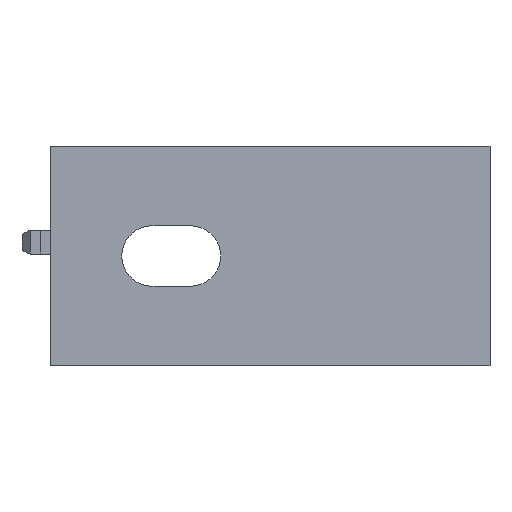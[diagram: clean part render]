
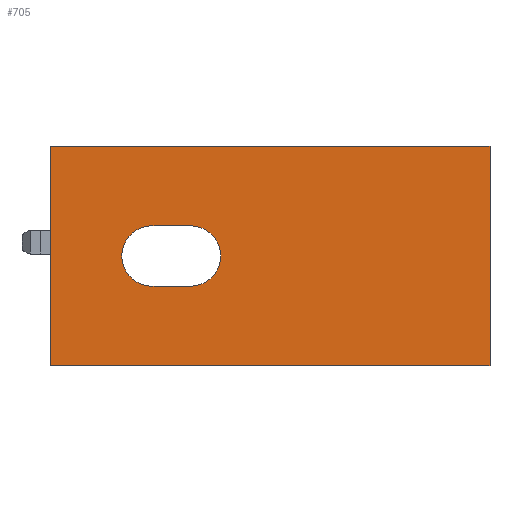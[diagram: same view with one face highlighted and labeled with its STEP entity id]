
A CAD part, left-side view. The second image highlights one B-rep face of the part: STEP entity #705.
In plain terms, the highlighted face is planar.
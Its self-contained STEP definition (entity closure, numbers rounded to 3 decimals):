
#26 = DIRECTION ( 'NONE',  ( 0., -1., 0. ) ) ;
#32 = VERTEX_POINT ( 'NONE', #2502 ) ;
#53 = ORIENTED_EDGE ( 'NONE', *, *, #1077, .T. ) ;
#86 = CARTESIAN_POINT ( 'NONE',  ( -5.5, 61.5, 0. ) ) ;
#111 = DIRECTION ( 'NONE',  ( 0., 0., 1. ) ) ;
#162 = CARTESIAN_POINT ( 'NONE',  ( -20., 80., 0. ) ) ;
#217 = LINE ( 'NONE', #851, #1459 ) ;
#285 = VERTEX_POINT ( 'NONE', #559 ) ;
#321 = EDGE_CURVE ( 'NONE', #2252, #32, #217, .T. ) ;
#324 = FACE_BOUND ( 'NONE', #1428, .T. ) ;
#354 = EDGE_CURVE ( 'NONE', #2490, #2252, #646, .T. ) ;
#380 = CARTESIAN_POINT ( 'NONE',  ( -20., 80., 0. ) ) ;
#481 = LINE ( 'NONE', #1154, #519 ) ;
#519 = VECTOR ( 'NONE', #1991, 1000. ) ;
#543 = CARTESIAN_POINT ( 'NONE',  ( -5.5, 54.5, 0. ) ) ;
#556 = FACE_OUTER_BOUND ( 'NONE', #2319, .T. ) ;
#559 = CARTESIAN_POINT ( 'NONE',  ( 5.5, 54.5, 0. ) ) ;
#644 = CARTESIAN_POINT ( 'NONE',  ( -20., 80., 0. ) ) ;
#646 = LINE ( 'NONE', #1904, #1906 ) ;
#685 = DIRECTION ( 'NONE',  ( 0., 1., 0. ) ) ;
#697 = AXIS2_PLACEMENT_3D ( 'NONE', #1614, #111, #1557 ) ;
#705 = ADVANCED_FACE ( 'NONE', ( #324, #556 ), #1849, .F. ) ;
#796 = CIRCLE ( 'NONE', #2744, 5.5 ) ;
#806 = ORIENTED_EDGE ( 'NONE', *, *, #2649, .F. ) ;
#835 = DIRECTION ( 'NONE',  ( 1., 0., 0. ) ) ;
#851 = CARTESIAN_POINT ( 'NONE',  ( -20., 0., 0. ) ) ;
#914 = ORIENTED_EDGE ( 'NONE', *, *, #1498, .F. ) ;
#946 = CARTESIAN_POINT ( 'NONE',  ( 5.5, 61.5, 0. ) ) ;
#987 = DIRECTION ( 'NONE',  ( -1., 0., 0. ) ) ;
#1034 = EDGE_CURVE ( 'NONE', #1371, #2490, #1663, .T. ) ;
#1053 = CARTESIAN_POINT ( 'NONE',  ( 0., 54.5, 0. ) ) ;
#1077 = EDGE_CURVE ( 'NONE', #32, #1371, #481, .T. ) ;
#1133 = VERTEX_POINT ( 'NONE', #946 ) ;
#1154 = CARTESIAN_POINT ( 'NONE',  ( 20., 0., 0. ) ) ;
#1175 = ORIENTED_EDGE ( 'NONE', *, *, #1034, .T. ) ;
#1186 = EDGE_CURVE ( 'NONE', #2263, #2666, #2690, .T. ) ;
#1188 = CARTESIAN_POINT ( 'NONE',  ( 5.5, 54.5, 0. ) ) ;
#1209 = VECTOR ( 'NONE', #1229, 1000. ) ;
#1229 = DIRECTION ( 'NONE',  ( 0., -1., 0. ) ) ;
#1371 = VERTEX_POINT ( 'NONE', #1642 ) ;
#1425 = ORIENTED_EDGE ( 'NONE', *, *, #354, .T. ) ;
#1427 = CIRCLE ( 'NONE', #697, 5.5 ) ;
#1428 = EDGE_LOOP ( 'NONE', ( #806, #914, #2168, #1603 ) ) ;
#1459 = VECTOR ( 'NONE', #2312, 1000. ) ;
#1498 = EDGE_CURVE ( 'NONE', #2666, #285, #796, .T. ) ;
#1557 = DIRECTION ( 'NONE',  ( 1., 0., 0. ) ) ;
#1603 = ORIENTED_EDGE ( 'NONE', *, *, #2277, .F. ) ;
#1614 = CARTESIAN_POINT ( 'NONE',  ( 0., 61.5, 0. ) ) ;
#1616 = VECTOR ( 'NONE', #685, 1000. ) ;
#1642 = CARTESIAN_POINT ( 'NONE',  ( 20., 80., 0. ) ) ;
#1663 = LINE ( 'NONE', #380, #2738 ) ;
#1808 = CARTESIAN_POINT ( 'NONE',  ( -20., 0., 0. ) ) ;
#1828 = ORIENTED_EDGE ( 'NONE', *, *, #321, .T. ) ;
#1849 = PLANE ( 'NONE',  #2258 ) ;
#1902 = DIRECTION ( 'NONE',  ( 0., 0., 1. ) ) ;
#1904 = CARTESIAN_POINT ( 'NONE',  ( -20., 0., 0. ) ) ;
#1906 = VECTOR ( 'NONE', #26, 1000. ) ;
#1991 = DIRECTION ( 'NONE',  ( 0., 1., 0. ) ) ;
#2168 = ORIENTED_EDGE ( 'NONE', *, *, #1186, .F. ) ;
#2252 = VERTEX_POINT ( 'NONE', #1808 ) ;
#2258 = AXIS2_PLACEMENT_3D ( 'NONE', #162, #2663, #987 ) ;
#2263 = VERTEX_POINT ( 'NONE', #86 ) ;
#2277 = EDGE_CURVE ( 'NONE', #1133, #2263, #1427, .T. ) ;
#2312 = DIRECTION ( 'NONE',  ( 1., 0., 0. ) ) ;
#2319 = EDGE_LOOP ( 'NONE', ( #1425, #1828, #53, #1175 ) ) ;
#2490 = VERTEX_POINT ( 'NONE', #644 ) ;
#2502 = CARTESIAN_POINT ( 'NONE',  ( 20., 0., 0. ) ) ;
#2505 = DIRECTION ( 'NONE',  ( -1., 0., 0. ) ) ;
#2622 = CARTESIAN_POINT ( 'NONE',  ( -5.5, 54.5, 0. ) ) ;
#2634 = LINE ( 'NONE', #1188, #1616 ) ;
#2649 = EDGE_CURVE ( 'NONE', #285, #1133, #2634, .T. ) ;
#2663 = DIRECTION ( 'NONE',  ( 0., 0., -1. ) ) ;
#2666 = VERTEX_POINT ( 'NONE', #2622 ) ;
#2690 = LINE ( 'NONE', #543, #1209 ) ;
#2738 = VECTOR ( 'NONE', #2505, 1000. ) ;
#2744 = AXIS2_PLACEMENT_3D ( 'NONE', #1053, #1902, #835 ) ;
